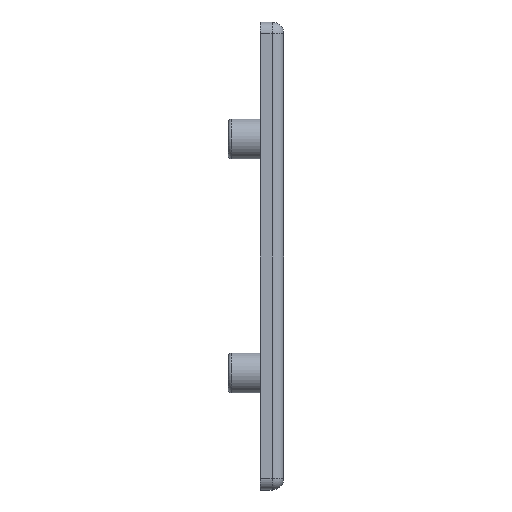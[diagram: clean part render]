
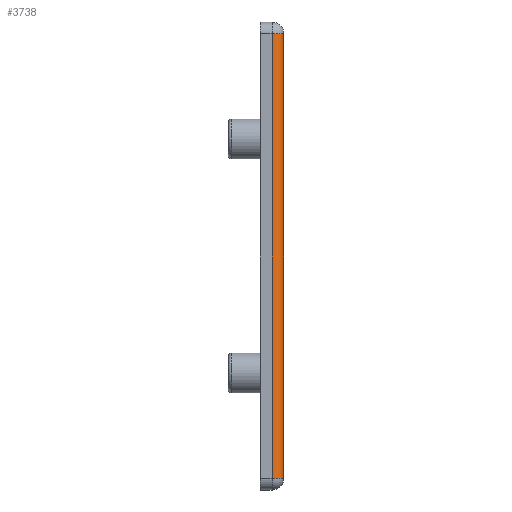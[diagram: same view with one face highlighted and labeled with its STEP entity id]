
A CAD part, left-side view. The second image highlights one B-rep face of the part: STEP entity #3738.
In plain terms, the highlighted cylindrical face has radius 2 mm (diameter 4 mm), a partial arc.
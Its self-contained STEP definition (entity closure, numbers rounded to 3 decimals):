
#5 = VECTOR ( 'NONE', #7062, 1000. ) ;
#137 = CARTESIAN_POINT ( 'NONE',  ( -60., 2., -38. ) ) ;
#359 = CARTESIAN_POINT ( 'NONE',  ( -58., 2., -38. ) ) ;
#457 = CARTESIAN_POINT ( 'NONE',  ( -60., 2., -38. ) ) ;
#523 = AXIS2_PLACEMENT_3D ( 'NONE', #359, #4316, #940 ) ;
#696 = DIRECTION ( 'NONE',  ( 0., 0., 1. ) ) ;
#940 = DIRECTION ( 'NONE',  ( -1., 0., 0. ) ) ;
#1776 = CYLINDRICAL_SURFACE ( 'NONE', #6570, 2. ) ;
#2130 = CARTESIAN_POINT ( 'NONE',  ( -58., 0., -38. ) ) ;
#2176 = EDGE_CURVE ( 'NONE', #5357, #4120, #4782, .T. ) ;
#2400 = AXIS2_PLACEMENT_3D ( 'NONE', #2878, #6791, #3438 ) ;
#2491 = CIRCLE ( 'NONE', #523, 2. ) ;
#2565 = ORIENTED_EDGE ( 'NONE', *, *, #5448, .F. ) ;
#2878 = CARTESIAN_POINT ( 'NONE',  ( -58., 2., 38. ) ) ;
#2893 = EDGE_LOOP ( 'NONE', ( #4902, #4618, #5941, #2565 ) ) ;
#2993 = CIRCLE ( 'NONE', #2400, 2. ) ;
#3211 = LINE ( 'NONE', #6506, #5 ) ;
#3322 = CARTESIAN_POINT ( 'NONE',  ( -58., 0., 38. ) ) ;
#3438 = DIRECTION ( 'NONE',  ( -1., 0., 0. ) ) ;
#3514 = CARTESIAN_POINT ( 'NONE',  ( -58., 2., -38. ) ) ;
#3629 = FACE_OUTER_BOUND ( 'NONE', #2893, .T. ) ;
#3738 = ADVANCED_FACE ( 'NONE', ( #3629 ), #1776, .T. ) ;
#4120 = VERTEX_POINT ( 'NONE', #6375 ) ;
#4281 = VERTEX_POINT ( 'NONE', #2130 ) ;
#4316 = DIRECTION ( 'NONE',  ( 0., 0., -1. ) ) ;
#4423 = DIRECTION ( 'NONE',  ( 0., 0., 1. ) ) ;
#4595 = EDGE_CURVE ( 'NONE', #5688, #4120, #2993, .T. ) ;
#4618 = ORIENTED_EDGE ( 'NONE', *, *, #2176, .F. ) ;
#4782 = LINE ( 'NONE', #457, #6100 ) ;
#4902 = ORIENTED_EDGE ( 'NONE', *, *, #4595, .T. ) ;
#5357 = VERTEX_POINT ( 'NONE', #137 ) ;
#5448 = EDGE_CURVE ( 'NONE', #5688, #4281, #3211, .T. ) ;
#5688 = VERTEX_POINT ( 'NONE', #3322 ) ;
#5941 = ORIENTED_EDGE ( 'NONE', *, *, #7094, .F. ) ;
#6100 = VECTOR ( 'NONE', #4423, 1000. ) ;
#6298 = DIRECTION ( 'NONE',  ( 1., 0., 0. ) ) ;
#6375 = CARTESIAN_POINT ( 'NONE',  ( -60., 2., 38. ) ) ;
#6506 = CARTESIAN_POINT ( 'NONE',  ( -58., 0., 38. ) ) ;
#6570 = AXIS2_PLACEMENT_3D ( 'NONE', #3514, #696, #6298 ) ;
#6791 = DIRECTION ( 'NONE',  ( 0., 0., -1. ) ) ;
#7062 = DIRECTION ( 'NONE',  ( 0., 0., -1. ) ) ;
#7094 = EDGE_CURVE ( 'NONE', #4281, #5357, #2491, .T. ) ;
